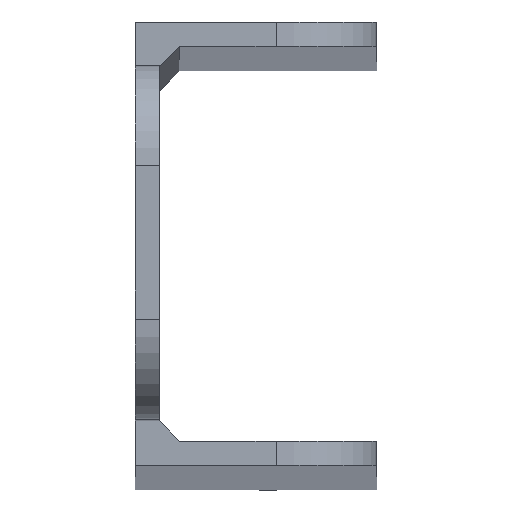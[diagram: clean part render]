
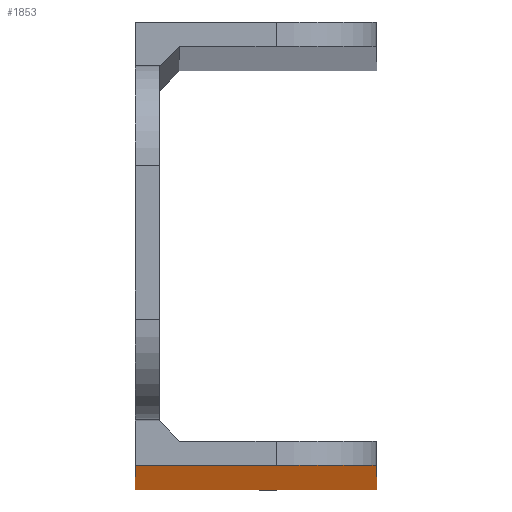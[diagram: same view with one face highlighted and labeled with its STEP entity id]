
A CAD part, top view. The second image highlights one B-rep face of the part: STEP entity #1853.
In plain terms, the highlighted planar face has unit normal (0, -1, 0).
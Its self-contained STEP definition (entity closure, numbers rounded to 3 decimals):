
#55 = DIRECTION ( 'NONE',  ( -1., 0., 0. ) ) ;
#110 = EDGE_CURVE ( 'NONE', #1404, #4374, #4049, .T. ) ;
#161 = DIRECTION ( 'NONE',  ( 0., -1., 0. ) ) ;
#227 = VERTEX_POINT ( 'NONE', #4495 ) ;
#420 = CARTESIAN_POINT ( 'NONE',  ( -1.2, -11., -352. ) ) ;
#733 = CARTESIAN_POINT ( 'NONE',  ( 5.8, -11., -352. ) ) ;
#837 = EDGE_CURVE ( 'NONE', #4294, #2296, #6785, .T. ) ;
#1117 = CIRCLE ( 'NONE', #2616, 5. ) ;
#1404 = VERTEX_POINT ( 'NONE', #420 ) ;
#1416 = VERTEX_POINT ( 'NONE', #5047 ) ;
#1469 = LINE ( 'NONE', #2598, #7375 ) ;
#1484 = CARTESIAN_POINT ( 'NONE',  ( -1.2, -11., 352. ) ) ;
#1853 = ADVANCED_FACE ( 'NONE', ( #4310 ), #7201, .F. ) ;
#2296 = VERTEX_POINT ( 'NONE', #1484 ) ;
#2408 = CARTESIAN_POINT ( 'NONE',  ( 5.8, -11., 347. ) ) ;
#2492 = DIRECTION ( 'NONE',  ( 0., -1., 0. ) ) ;
#2598 = CARTESIAN_POINT ( 'NONE',  ( 10.8, -11., 0. ) ) ;
#2616 = AXIS2_PLACEMENT_3D ( 'NONE', #3156, #2492, #5404 ) ;
#2744 = VECTOR ( 'NONE', #55, 1000. ) ;
#2985 = CIRCLE ( 'NONE', #6040, 5. ) ;
#3014 = VECTOR ( 'NONE', #4210, 1000. ) ;
#3057 = CARTESIAN_POINT ( 'NONE',  ( 5.8, -11., 352. ) ) ;
#3130 = DIRECTION ( 'NONE',  ( 0., 1., 0. ) ) ;
#3156 = CARTESIAN_POINT ( 'NONE',  ( 5.8, -11., -347. ) ) ;
#3200 = ORIENTED_EDGE ( 'NONE', *, *, #3430, .T. ) ;
#3365 = LINE ( 'NONE', #3464, #5115 ) ;
#3411 = ORIENTED_EDGE ( 'NONE', *, *, #837, .T. ) ;
#3430 = EDGE_CURVE ( 'NONE', #4374, #1416, #1117, .T. ) ;
#3462 = CARTESIAN_POINT ( 'NONE',  ( 0., -11., 352. ) ) ;
#3464 = CARTESIAN_POINT ( 'NONE',  ( -1.2, -11., 355.111 ) ) ;
#3607 = ORIENTED_EDGE ( 'NONE', *, *, #7297, .T. ) ;
#3635 = CARTESIAN_POINT ( 'NONE',  ( 0., -11., -352. ) ) ;
#3638 = AXIS2_PLACEMENT_3D ( 'NONE', #3813, #3130, #3787 ) ;
#3787 = DIRECTION ( 'NONE',  ( -1., 0., 0. ) ) ;
#3813 = CARTESIAN_POINT ( 'NONE',  ( 0., -11., 0. ) ) ;
#4049 = LINE ( 'NONE', #3635, #3014 ) ;
#4164 = DIRECTION ( 'NONE',  ( 0., 0., -1. ) ) ;
#4210 = DIRECTION ( 'NONE',  ( 1., 0., 0. ) ) ;
#4294 = VERTEX_POINT ( 'NONE', #3057 ) ;
#4310 = FACE_OUTER_BOUND ( 'NONE', #5786, .T. ) ;
#4374 = VERTEX_POINT ( 'NONE', #733 ) ;
#4405 = ORIENTED_EDGE ( 'NONE', *, *, #6832, .T. ) ;
#4495 = CARTESIAN_POINT ( 'NONE',  ( 10.8, -11., 347. ) ) ;
#4884 = ORIENTED_EDGE ( 'NONE', *, *, #110, .T. ) ;
#5047 = CARTESIAN_POINT ( 'NONE',  ( 10.8, -11., -347. ) ) ;
#5115 = VECTOR ( 'NONE', #4164, 1000. ) ;
#5404 = DIRECTION ( 'NONE',  ( -1., 0., 0. ) ) ;
#5786 = EDGE_LOOP ( 'NONE', ( #6881, #3607, #3411, #4405, #4884, #3200 ) ) ;
#6040 = AXIS2_PLACEMENT_3D ( 'NONE', #2408, #161, #6993 ) ;
#6112 = DIRECTION ( 'NONE',  ( 0., 0., 1. ) ) ;
#6785 = LINE ( 'NONE', #3462, #2744 ) ;
#6832 = EDGE_CURVE ( 'NONE', #2296, #1404, #3365, .T. ) ;
#6881 = ORIENTED_EDGE ( 'NONE', *, *, #7038, .T. ) ;
#6993 = DIRECTION ( 'NONE',  ( -1., 0., 0. ) ) ;
#7038 = EDGE_CURVE ( 'NONE', #1416, #227, #1469, .T. ) ;
#7201 = PLANE ( 'NONE',  #3638 ) ;
#7297 = EDGE_CURVE ( 'NONE', #227, #4294, #2985, .T. ) ;
#7375 = VECTOR ( 'NONE', #6112, 1000. ) ;
